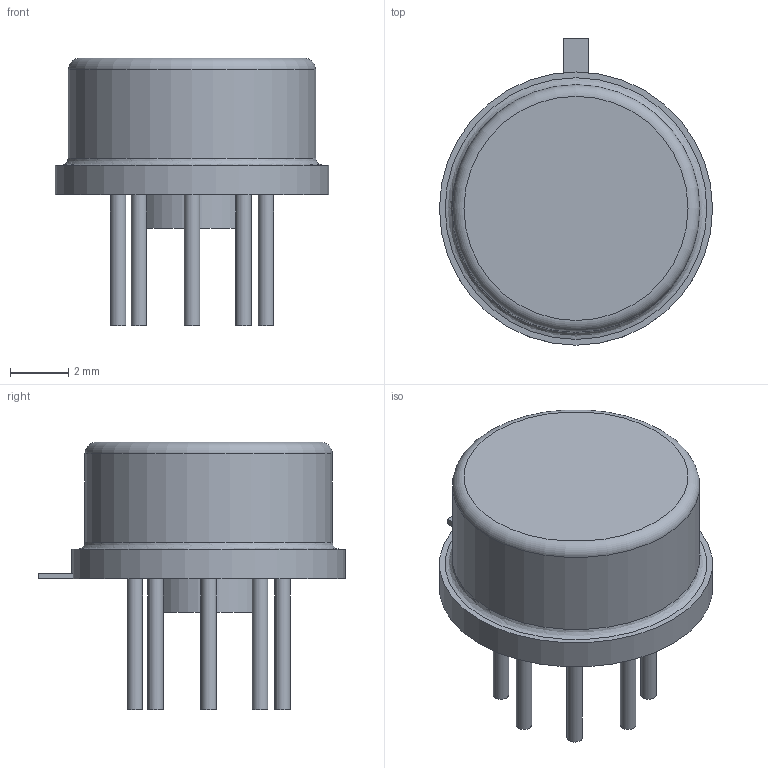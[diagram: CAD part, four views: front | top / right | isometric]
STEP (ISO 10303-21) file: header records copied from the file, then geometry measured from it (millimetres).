
FILE_DESCRIPTION(('FreeCAD Model'),'2;1');
FILE_NAME('TO-5-8pins.step','2017-03-26T14:10:51',('Author' ),(''),'Open CASCADE STEP processor 6.8','FreeCAD','Unknown');
FILE_SCHEMA(('AUTOMOTIVE_DESIGN_CC2 { 1 2 10303 214 -1 1 5 4 }'));
Length unit declared in the file: millimetre
Products named in the file (7): ASSEMBLY; Cylinder; Cube; Sketch001; Pad; Cylinder001; Fillet
Assembly tree (6 placements, depth 2):
  ASSEMBLY
    Cylinder
    Cube
    Sketch001
    Pad
    Cylinder001
    Fillet
Bounding box: 9.4 x 10.54 x 9.2 mm (x, y, z)
Volume: 303.2 mm3; surface area: 504.1 mm2
Topology: 12 solids, 12 shells, 41 faces, 57 edges, 40 vertices
Faces by surface type: plane 28, cylinder 11, torus 1, revolution 1
Full cylindrical faces by diameter (mm): 0.533 x8, 4.064 x1, 8.509 x1, 9.398 x1
Entity records: 1857 total; most frequent: CARTESIAN_POINT 350, DIRECTION 268, ORIENTED_EDGE 98, PCURVE 98, DEFINITIONAL_REPRESENTATION 98, LINE 97, VECTOR 97, AXIS2_PLACEMENT_3D 82
